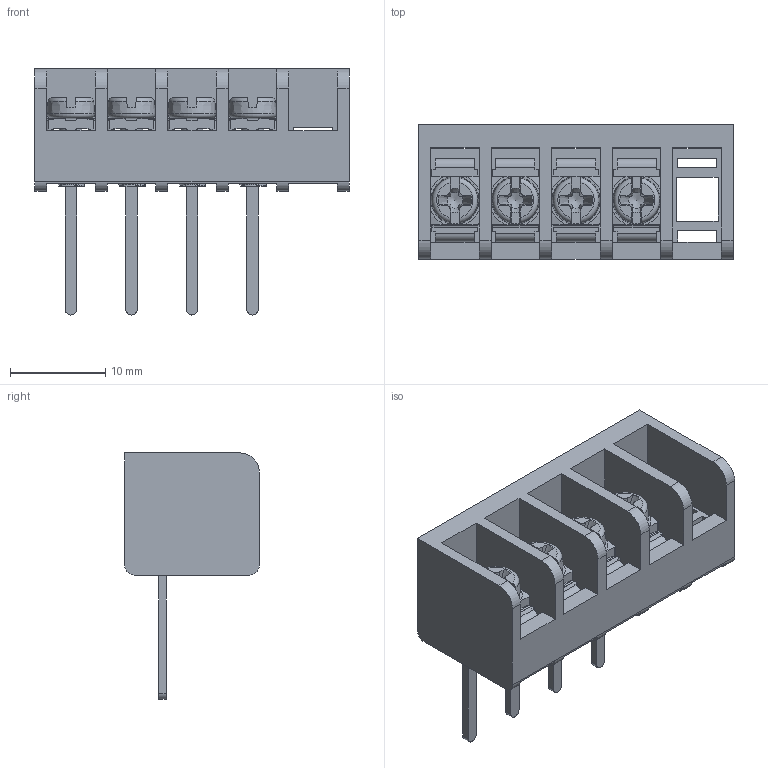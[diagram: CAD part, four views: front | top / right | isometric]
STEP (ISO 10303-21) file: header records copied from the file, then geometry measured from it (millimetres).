
FILE_DESCRIPTION( ( 'Unknown' ), '1' );
FILE_NAME( 'T40一式體本體--.stp', 'Unknown', ( 'Unknown' ), ( 'Unknown' ), 'XStep 1.0', 'Unknown', ' ' );
FILE_SCHEMA( ( 'CONFIG_CONTROL_DESIGN' ) );
Length unit declared in the file: millimetre
Products named in the file (1): 1
Bounding box: 32.95 x 14.1 x 25.8 mm (x, y, z)
Volume: 2942.3 mm3; surface area: 5062.6 mm2
Topology: 1 solids, 9 shells, 912 faces, 2847 edges, 1854 vertices
Faces by surface type: plane 639, cylinder 173, revolution 40, bspline 28, cone 20, torus 12
Full cylindrical faces by diameter (mm): 2.4 x8, 3.7 x4
Entity records: 36851 total; most frequent: CARTESIAN_POINT 11798, ORIENTED_EDGE 5622, DIRECTION 4757, EDGE_CURVE 2811, LINE 1907, VECTOR 1907, VERTEX_POINT 1846, AXIS2_PLACEMENT_3D 1405
